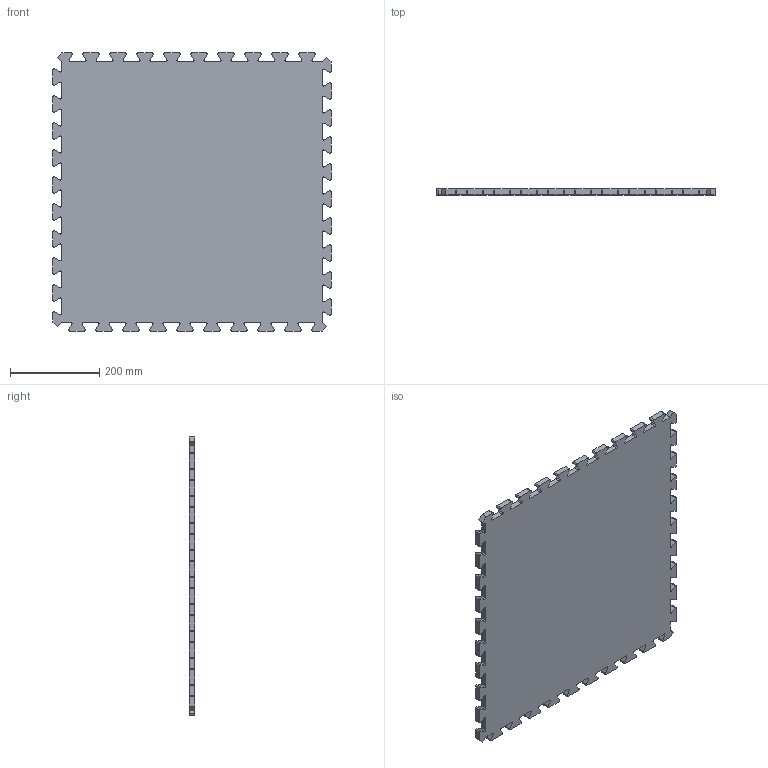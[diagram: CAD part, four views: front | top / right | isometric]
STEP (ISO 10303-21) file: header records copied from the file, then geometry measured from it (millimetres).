
FILE_DESCRIPTION(/* description */ (''),/* implementation_level */ '2;1');
FILE_NAME(/* name */ 'Standard soft tile.ipt.stp',/* time_stamp */ '2014-12-18T16:49:37-08:00',/* author */ ('Autodesk Inc.'),/* organization */ ('Autodesk Inc.'),/* preprocessor_version */ 'ST-DEVELOPER v15.6',/* originating_system */ 'Autodesk Inventor 2015',/* authorisation */ '');
FILE_SCHEMA (('AUTOMOTIVE_DESIGN { 1 0 10303 214 3 1 1 }'));
Length unit declared in the file: inch
Products named in the file (1): Standard soft tile
Bounding box: 621.88 x 12.7 x 621.88 mm (x, y, z)
Volume: 4615248.8 mm3; surface area: 783872.2 mm2
Topology: 1 solids, 1 shells, 318 faces, 948 edges, 632 vertices
Faces by surface type: plane 166, cylinder 152
Entity records: 10789 total; most frequent: CARTESIAN_POINT 1899, ORIENTED_EDGE 1896, DIRECTION 1890, EDGE_CURVE 948, LINE 644, VECTOR 644, VERTEX_POINT 632, AXIS2_PLACEMENT_3D 623
